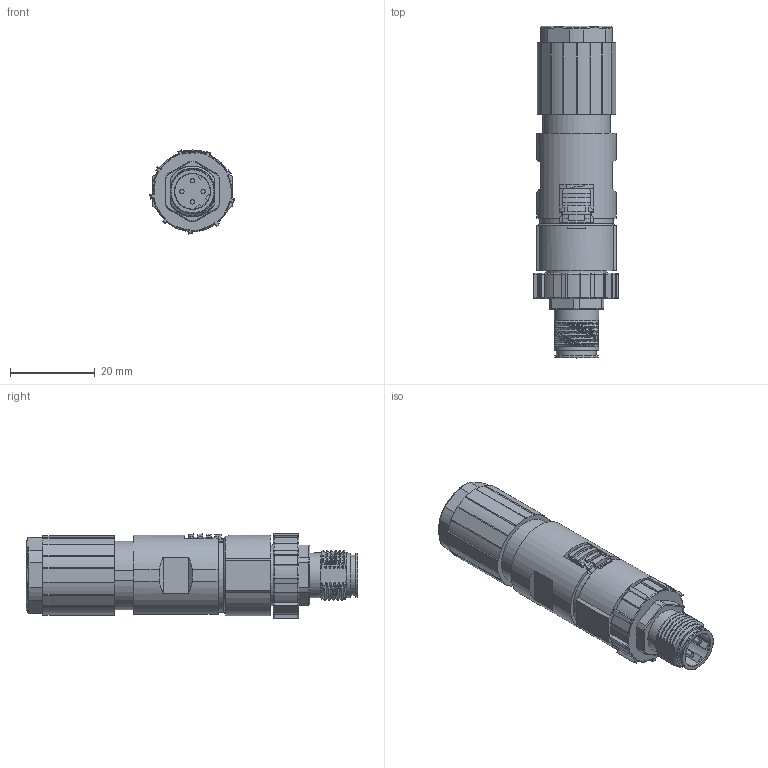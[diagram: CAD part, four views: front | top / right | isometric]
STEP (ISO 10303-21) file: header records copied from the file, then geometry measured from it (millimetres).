
FILE_DESCRIPTION(/* description */ (''),/* implementation_level */ '2;1');
FILE_NAME(/* name */ '6GK1901-0DB20-6AA0_3d.stp',/* time_stamp */ '2022-11-24T15:06:20+01:00',/* author */ (''),/* organization */ (''),/* preprocessor_version */ 'ST-DEVELOPER v18.102',/* originating_system */ 'SIEMENS PLM Software NX 2027',/* authorisation */ '');
FILE_SCHEMA (('AUTOMOTIVE_DESIGN { 1 0 10303 214 3 1 1 1 }'));
Length unit declared in the file: millimetre
Products named in the file (2): Body; 1545_6GK1901-0DB20-6AA0_simpl
Assembly tree (1 placements, depth 2):
  1545_6GK1901-0DB20-6AA0_simpl
    Body
Bounding box: 19.97 x 78.47 x 19.89 mm (x, y, z)
Volume: 18177.1 mm3; surface area: 6019.1 mm2
Topology: 1 solids, 1 shells, 479 faces, 1230 edges, 770 vertices
Faces by surface type: cylinder 210, plane 174, bspline 30, torus 29, sphere 18, cone 18
Full cylindrical faces by diameter (mm): 1 x4, 8.375 x1, 9.47 x1, 10.4 x1, 10.6 x2, 11 x1, 14.46 x1, 15.85 x1
Entity records: 28233 total; most frequent: CARTESIAN_POINT 13896, ORIENTED_EDGE 2404, DIRECTION 2078, EDGE_CURVE 1202, VERTEX_POINT 761, AXIS2_PLACEMENT_3D 746, LINE 586, VECTOR 586
